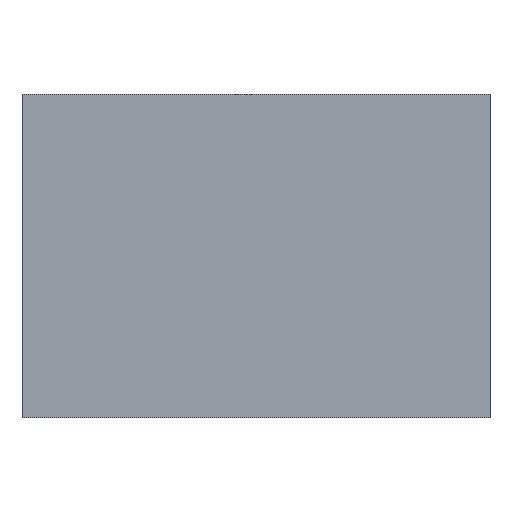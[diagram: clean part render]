
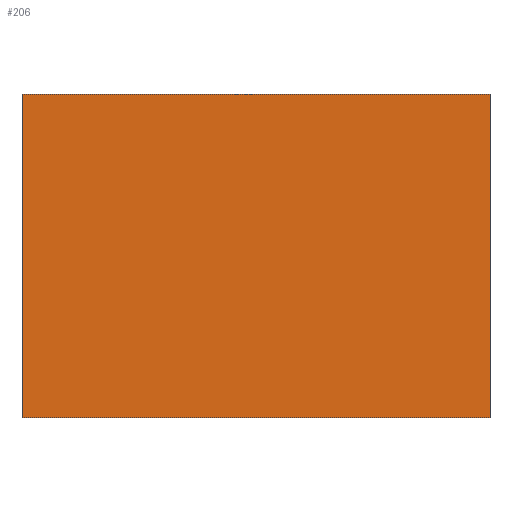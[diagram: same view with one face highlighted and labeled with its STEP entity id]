
A CAD part, top view. The second image highlights one B-rep face of the part: STEP entity #206.
In plain terms, the highlighted planar face has unit normal (0, 0, 1).
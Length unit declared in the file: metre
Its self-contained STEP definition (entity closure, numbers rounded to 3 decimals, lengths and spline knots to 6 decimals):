
#206 = ADVANCED_FACE( '', ( #421 ), #422, .T. );
#421 = FACE_OUTER_BOUND( '', #638, .T. );
#422 = PLANE( '', #639 );
#638 = EDGE_LOOP( '', ( #1173, #1174, #1175, #1176 ) );
#639 = AXIS2_PLACEMENT_3D( '', #1177, #1178, #1179 );
#1173 = ORIENTED_EDGE( '', *, *, #1342, .T. );
#1174 = ORIENTED_EDGE( '', *, *, #1407, .T. );
#1175 = ORIENTED_EDGE( '', *, *, #1442, .T. );
#1176 = ORIENTED_EDGE( '', *, *, #1476, .T. );
#1177 = CARTESIAN_POINT( '', ( 0.049, 0.03, 0.0425 ) );
#1178 = DIRECTION( '', ( 0., 0., 1. ) );
#1179 = DIRECTION( '', ( 1., 0., 0. ) );
#1342 = EDGE_CURVE( '', #1625, #1623, #1626, .T. );
#1407 = EDGE_CURVE( '', #1623, #1718, #1720, .T. );
#1442 = EDGE_CURVE( '', #1718, #1762, #1764, .T. );
#1476 = EDGE_CURVE( '', #1762, #1625, #1803, .T. );
#1623 = VERTEX_POINT( '', #2006 );
#1625 = VERTEX_POINT( '', #2009 );
#1626 = LINE( '', #2010, #2011 );
#1718 = VERTEX_POINT( '', #2146 );
#1720 = LINE( '', #2149, #2150 );
#1762 = VERTEX_POINT( '', #2209 );
#1764 = LINE( '', #2212, #2213 );
#1803 = LINE( '', #2267, #2268 );
#2006 = CARTESIAN_POINT( '', ( 0.1105, -0.0125, 0.0425 ) );
#2009 = CARTESIAN_POINT( '', ( -0.0125, -0.0125, 0.0425 ) );
#2010 = CARTESIAN_POINT( '', ( 0.051485, -0.0125, 0.0425 ) );
#2011 = VECTOR( '', #2362, 1. );
#2146 = CARTESIAN_POINT( '', ( 0.1105, 0.0725, 0.0425 ) );
#2149 = CARTESIAN_POINT( '', ( 0.1105, 0.03, 0.0425 ) );
#2150 = VECTOR( '', #2422, 1. );
#2209 = CARTESIAN_POINT( '', ( -0.0125, 0.0725, 0.0425 ) );
#2212 = CARTESIAN_POINT( '', ( 0.051485, 0.0725, 0.0425 ) );
#2213 = VECTOR( '', #2456, 1. );
#2267 = CARTESIAN_POINT( '', ( -0.0125, 0.03, 0.0425 ) );
#2268 = VECTOR( '', #2478, 1. );
#2362 = DIRECTION( '', ( 1., 0., 0. ) );
#2422 = DIRECTION( '', ( 0., 1., 0. ) );
#2456 = DIRECTION( '', ( -1., 0., 0. ) );
#2478 = DIRECTION( '', ( 0., -1., 0. ) );
